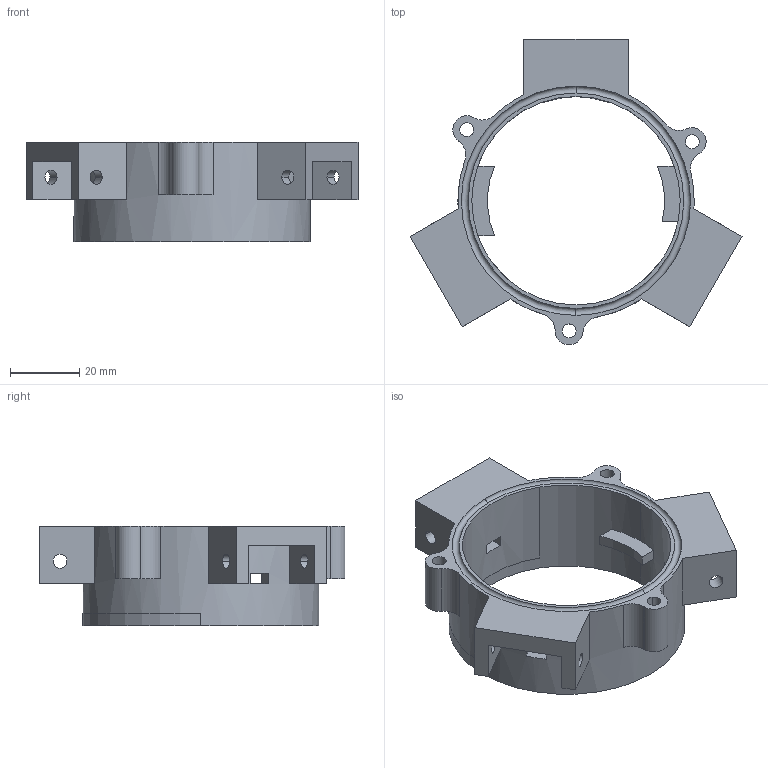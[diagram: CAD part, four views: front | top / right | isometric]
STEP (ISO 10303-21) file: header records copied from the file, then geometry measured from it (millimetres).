
FILE_DESCRIPTION(('CATIA V5 STEP Exchange'),'2;1');
FILE_NAME('Solar_Flap_Fixture.stp','2022-05-03T19:03:57+00:00',('none'),('none'),'CATIA Version 5-6 Release 2017','CATIA V5 STEP AP203','none');
FILE_SCHEMA(('CONFIG_CONTROL_DESIGN'));
Length unit declared in the file: millimetre
Products named in the file (1): Part1
Bounding box: 95.56 x 87.98 x 28.5 mm (x, y, z)
Volume: 35490.3 mm3; surface area: 20165.1 mm2
Topology: 1 solids, 1 shells, 88 faces, 261 edges, 177 vertices
Faces by surface type: plane 53, cylinder 33, torus 2
Entity records: 2815 total; most frequent: ORIENTED_EDGE 522, CARTESIAN_POINT 492, DIRECTION 367, EDGE_CURVE 261, VERTEX_POINT 177, AXIS2_PLACEMENT_3D 168, VECTOR 147, LINE 147
